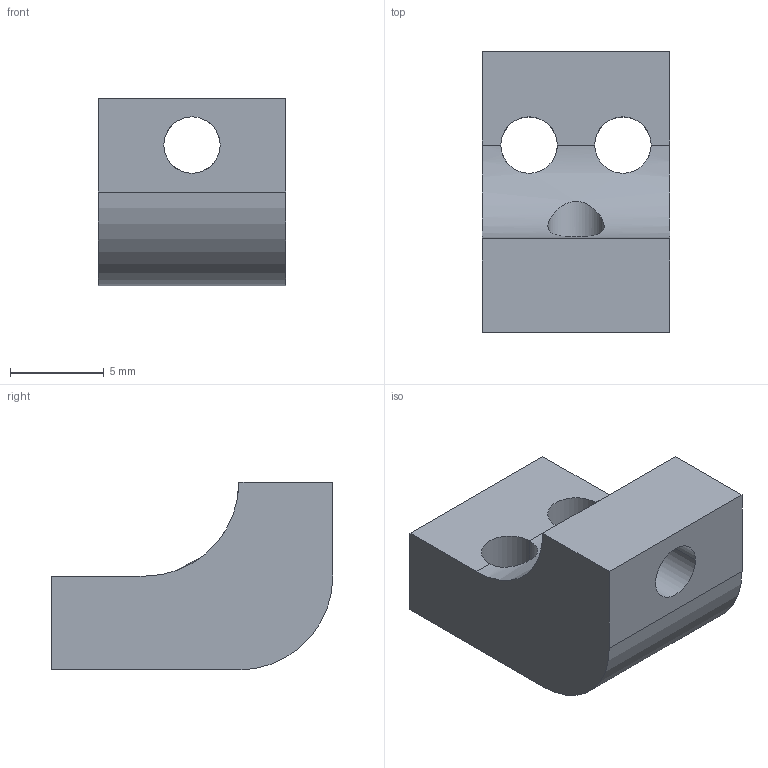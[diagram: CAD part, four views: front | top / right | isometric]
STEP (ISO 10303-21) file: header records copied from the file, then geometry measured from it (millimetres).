
FILE_DESCRIPTION (( 'STEP AP203' ), '1' );
FILE_NAME ('Endless_Vice_Support_2.STEP', '2022-04-20T20:00:44', ( '' ), ( '' ), 'SwSTEP 2.0', 'SolidWorks 2020', '' );
FILE_SCHEMA (( 'CONFIG_CONTROL_DESIGN' ));
Length unit declared in the file: millimetre
Products named in the file (1): Endless_Vice_Support_2
Bounding box: 10 x 15 x 10 mm (x, y, z)
Volume: 888.2 mm3; surface area: 763.7 mm2
Topology: 1 solids, 1 shells, 15 faces, 41 edges, 26 vertices
Faces by surface type: cylinder 8, plane 7
Entity records: 652 total; most frequent: CARTESIAN_POINT 179, ORIENTED_EDGE 82, DIRECTION 81, EDGE_CURVE 41, AXIS2_PLACEMENT_3D 28, VERTEX_POINT 26, LINE 25, VECTOR 25
